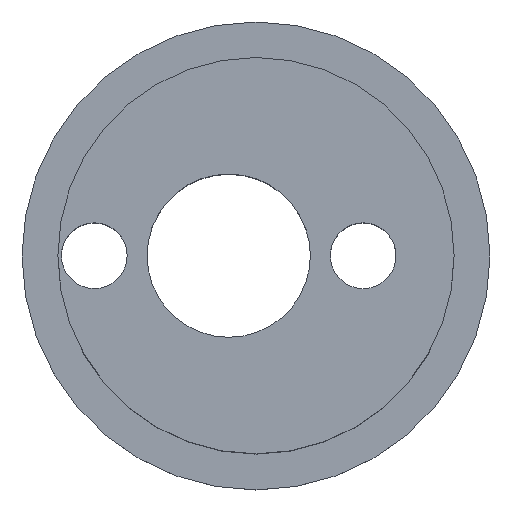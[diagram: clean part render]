
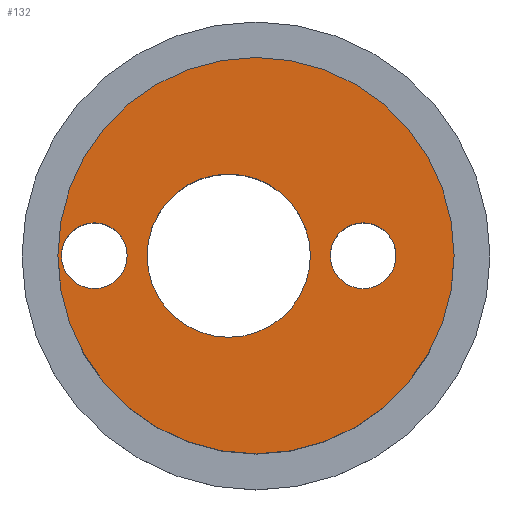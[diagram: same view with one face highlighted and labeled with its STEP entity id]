
A CAD part, top view. The second image highlights one B-rep face of the part: STEP entity #132.
In plain terms, the highlighted planar face has unit normal (0, 0, 1).
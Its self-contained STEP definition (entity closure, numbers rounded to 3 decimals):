
#15=FACE_BOUND('',#38,.T.);
#16=FACE_BOUND('',#39,.T.);
#17=FACE_BOUND('',#40,.T.);
#22=PLANE('',#162);
#29=FACE_OUTER_BOUND('',#37,.T.);
#37=EDGE_LOOP('',(#109));
#38=EDGE_LOOP('',(#110));
#39=EDGE_LOOP('',(#111));
#40=EDGE_LOOP('',(#112));
#58=CIRCLE('',#151,4.1);
#60=CIRCLE('',#154,1.65);
#62=CIRCLE('',#157,1.65);
#64=CIRCLE('',#160,9.95);
#68=VERTEX_POINT('',#213);
#70=VERTEX_POINT('',#219);
#72=VERTEX_POINT('',#225);
#74=VERTEX_POINT('',#231);
#78=EDGE_CURVE('',#68,#68,#58,.T.);
#81=EDGE_CURVE('',#70,#70,#60,.T.);
#84=EDGE_CURVE('',#72,#72,#62,.T.);
#87=EDGE_CURVE('',#74,#74,#64,.T.);
#109=ORIENTED_EDGE('',*,*,#87,.T.);
#110=ORIENTED_EDGE('',*,*,#78,.T.);
#111=ORIENTED_EDGE('',*,*,#81,.T.);
#112=ORIENTED_EDGE('',*,*,#84,.T.);
#132=ADVANCED_FACE('',(#29,#15,#16,#17),#22,.T.);
#151=AXIS2_PLACEMENT_3D('',#214,#172,#173);
#154=AXIS2_PLACEMENT_3D('',#220,#179,#180);
#157=AXIS2_PLACEMENT_3D('',#226,#186,#187);
#160=AXIS2_PLACEMENT_3D('',#232,#193,#194);
#162=AXIS2_PLACEMENT_3D('',#236,#198,#199);
#172=DIRECTION('center_axis',(0.,0.,-1.));
#173=DIRECTION('ref_axis',(-1.,0.,0.));
#179=DIRECTION('center_axis',(0.,0.,-1.));
#180=DIRECTION('ref_axis',(-1.,0.,0.));
#186=DIRECTION('center_axis',(0.,0.,-1.));
#187=DIRECTION('ref_axis',(-1.,0.,0.));
#193=DIRECTION('center_axis',(0.,0.,1.));
#194=DIRECTION('ref_axis',(-1.,0.,0.));
#198=DIRECTION('center_axis',(0.,0.,1.));
#199=DIRECTION('ref_axis',(-1.,0.,0.));
#213=CARTESIAN_POINT('',(2.73,0.,9.));
#214=CARTESIAN_POINT('Origin',(-1.37,0.,9.));
#219=CARTESIAN_POINT('',(-6.47,0.,9.));
#220=CARTESIAN_POINT('Origin',(-8.12,0.,9.));
#225=CARTESIAN_POINT('',(7.03,0.,9.));
#226=CARTESIAN_POINT('Origin',(5.38,0.,9.));
#231=CARTESIAN_POINT('',(9.95,0.,9.));
#232=CARTESIAN_POINT('Origin',(0.,0.,9.));
#236=CARTESIAN_POINT('Origin',(0.,0.,9.));
